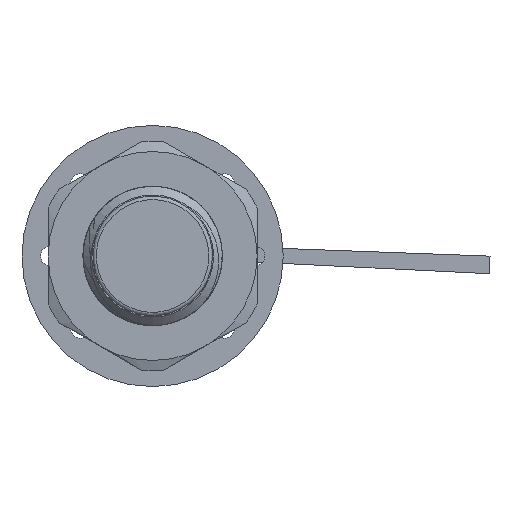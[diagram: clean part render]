
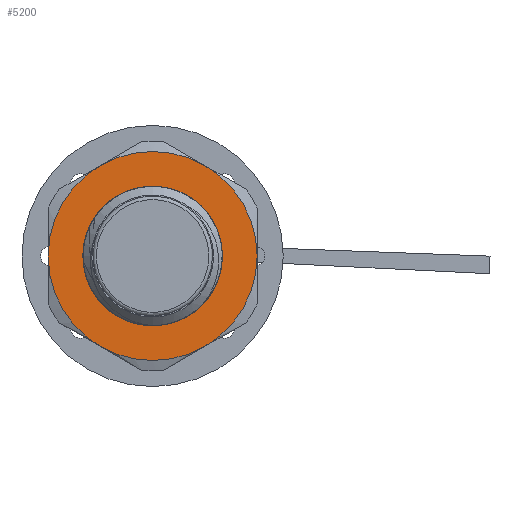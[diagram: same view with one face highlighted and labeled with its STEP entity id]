
A CAD part, left-side view. The second image highlights one B-rep face of the part: STEP entity #5200.
In plain terms, the highlighted face is planar.
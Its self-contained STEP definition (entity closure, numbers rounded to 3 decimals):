
#1027=PLANE('',#6487);
#1328=CIRCLE('',#6471,6.);
#1330=CIRCLE('',#6474,6.);
#1332=CIRCLE('',#6477,6.);
#1334=CIRCLE('',#6480,6.);
#1336=CIRCLE('',#6483,6.);
#1338=CIRCLE('',#6486,6.);
#1339=CIRCLE('',#6488,3.959);
#2249=ORIENTED_EDGE('',*,*,#3273,.T.);
#2250=ORIENTED_EDGE('',*,*,#3262,.T.);
#2251=ORIENTED_EDGE('',*,*,#3272,.T.);
#2252=ORIENTED_EDGE('',*,*,#3270,.T.);
#2253=ORIENTED_EDGE('',*,*,#3268,.T.);
#2254=ORIENTED_EDGE('',*,*,#3266,.T.);
#2255=ORIENTED_EDGE('',*,*,#3264,.T.);
#3262=EDGE_CURVE('',#3813,#3807,#1328,.F.);
#3264=EDGE_CURVE('',#3819,#3813,#1330,.F.);
#3266=EDGE_CURVE('',#3825,#3819,#1332,.F.);
#3268=EDGE_CURVE('',#3831,#3825,#1334,.F.);
#3270=EDGE_CURVE('',#3837,#3831,#1336,.F.);
#3272=EDGE_CURVE('',#3807,#3837,#1338,.F.);
#3273=EDGE_CURVE('',#3843,#3843,#1339,.T.);
#3807=VERTEX_POINT('',#17219);
#3813=VERTEX_POINT('',#17244);
#3819=VERTEX_POINT('',#17269);
#3825=VERTEX_POINT('',#17294);
#3831=VERTEX_POINT('',#17319);
#3837=VERTEX_POINT('',#17344);
#3843=VERTEX_POINT('',#17384);
#4292=EDGE_LOOP('',(#2249));
#4293=EDGE_LOOP('',(#2250,#2251,#2252,#2253,#2254,#2255));
#4722=FACE_BOUND('',#4292,.T.);
#4723=FACE_BOUND('',#4293,.T.);
#5200=ADVANCED_FACE('',(#4722,#4723),#1027,.F.);
#6471=AXIS2_PLACEMENT_3D('',#17366,#7560,#7561);
#6474=AXIS2_PLACEMENT_3D('',#17369,#7566,#7567);
#6477=AXIS2_PLACEMENT_3D('',#17372,#7572,#7573);
#6480=AXIS2_PLACEMENT_3D('',#17375,#7578,#7579);
#6483=AXIS2_PLACEMENT_3D('',#17378,#7584,#7585);
#6486=AXIS2_PLACEMENT_3D('',#17381,#7590,#7591);
#6487=AXIS2_PLACEMENT_3D('',#17382,#7592,#7593);
#6488=AXIS2_PLACEMENT_3D('',#17383,#7594,#7595);
#7560=DIRECTION('',(0.,1.,0.));
#7561=DIRECTION('',(0.,0.,1.));
#7566=DIRECTION('',(0.,1.,0.));
#7567=DIRECTION('',(0.,0.,1.));
#7572=DIRECTION('',(0.,1.,0.));
#7573=DIRECTION('',(0.,0.,1.));
#7578=DIRECTION('',(0.,1.,0.));
#7579=DIRECTION('',(0.,0.,1.));
#7584=DIRECTION('',(0.,1.,0.));
#7585=DIRECTION('',(0.,0.,1.));
#7590=DIRECTION('',(0.,1.,0.));
#7591=DIRECTION('',(0.,0.,1.));
#7592=DIRECTION('',(0.,1.,0.));
#7593=DIRECTION('',(0.,0.,1.));
#7594=DIRECTION('',(0.,1.,0.));
#7595=DIRECTION('',(0.,0.,1.));
#17219=CARTESIAN_POINT('',(-3.,0.,5.196));
#17244=CARTESIAN_POINT('',(3.,0.,5.196));
#17269=CARTESIAN_POINT('',(6.,0.,0.));
#17294=CARTESIAN_POINT('',(3.,0.,-5.196));
#17319=CARTESIAN_POINT('',(-3.,0.,-5.196));
#17344=CARTESIAN_POINT('',(-6.,0.,0.));
#17366=CARTESIAN_POINT('',(0.,0.,0.));
#17369=CARTESIAN_POINT('',(0.,0.,0.));
#17372=CARTESIAN_POINT('',(0.,0.,0.));
#17375=CARTESIAN_POINT('',(0.,0.,0.));
#17378=CARTESIAN_POINT('',(0.,0.,0.));
#17381=CARTESIAN_POINT('',(0.,0.,0.));
#17382=CARTESIAN_POINT('',(0.,0.,0.));
#17383=CARTESIAN_POINT('',(0.,0.,0.));
#17384=CARTESIAN_POINT('',(0.,0.,3.959));
